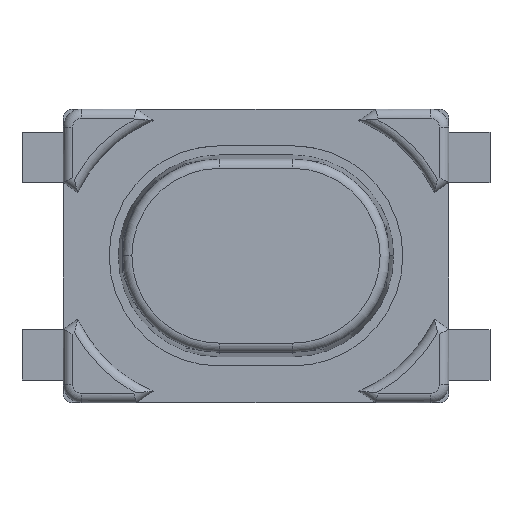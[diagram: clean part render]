
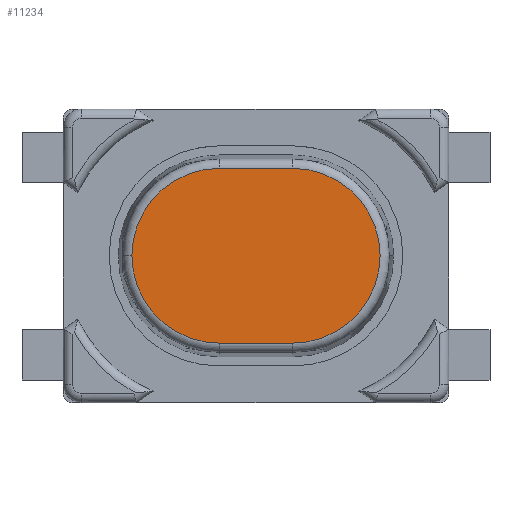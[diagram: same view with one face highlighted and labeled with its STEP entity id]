
A CAD part, top view. The second image highlights one B-rep face of the part: STEP entity #11234.
In plain terms, the highlighted planar face has unit normal (0, 0, 1).
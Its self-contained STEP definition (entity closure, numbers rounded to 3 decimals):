
#1151 = EDGE_CURVE('',#1152,#1154,#1156,.T.);
#1152 = VERTEX_POINT('',#1153);
#1153 = CARTESIAN_POINT('',(-1.353,0.,
    2.51));
#1154 = VERTEX_POINT('',#1155);
#1155 = CARTESIAN_POINT('',(-0.4,-0.953,
    2.51));
#1156 = SURFACE_CURVE('',#1157,(#1162,#1174),.PCURVE_S1.);
#1157 = CIRCLE('',#1158,0.953);
#1158 = AXIS2_PLACEMENT_3D('',#1159,#1160,#1161);
#1159 = CARTESIAN_POINT('',(-0.4,0.,
    2.51));
#1160 = DIRECTION('',(0.,0.,1.));
#1161 = DIRECTION('',(-1.,0.,0.));
#1162 = PCURVE('',#1163,#1168);
#1163 = TOROIDAL_SURFACE('',#1164,0.953,0.1);
#1164 = AXIS2_PLACEMENT_3D('',#1165,#1166,#1167);
#1165 = CARTESIAN_POINT('',(-0.4,0.,
    2.41));
#1166 = DIRECTION('',(0.,0.,-1.));
#1167 = DIRECTION('',(-1.,0.,0.));
#1168 = DEFINITIONAL_REPRESENTATION('',(#1169),#1173);
#1169 = LINE('',#1170,#1171);
#1170 = CARTESIAN_POINT('',(6.283,4.712));
#1171 = VECTOR('',#1172,1.);
#1172 = DIRECTION('',(-1.,0.));
#1173 = ( GEOMETRIC_REPRESENTATION_CONTEXT(2) 
PARAMETRIC_REPRESENTATION_CONTEXT() REPRESENTATION_CONTEXT('2D SPACE',''
  ) );
#1174 = PCURVE('',#1175,#1180);
#1175 = PLANE('',#1176);
#1176 = AXIS2_PLACEMENT_3D('',#1177,#1178,#1179);
#1177 = CARTESIAN_POINT('',(0.,0.,2.51));
#1178 = DIRECTION('',(0.,0.,-1.));
#1179 = DIRECTION('',(-1.,0.,0.));
#1180 = DEFINITIONAL_REPRESENTATION('',(#1181),#1189);
#1181 = ( BOUNDED_CURVE() B_SPLINE_CURVE(2,(#1182,#1183,#1184,#1185,
#1186,#1187,#1188),.UNSPECIFIED.,.T.,.F.) B_SPLINE_CURVE_WITH_KNOTS((1,2
    ,2,2,2,1),(-2.094,0.,2.094,4.189,
6.283,8.378),.UNSPECIFIED.) CURVE() 
GEOMETRIC_REPRESENTATION_ITEM() RATIONAL_B_SPLINE_CURVE((1.,0.5,1.,0.5,
1.,0.5,1.)) REPRESENTATION_ITEM('') );
#1182 = CARTESIAN_POINT('',(1.353,0.));
#1183 = CARTESIAN_POINT('',(1.353,-1.65));
#1184 = CARTESIAN_POINT('',(-0.076,-0.825));
#1185 = CARTESIAN_POINT('',(-1.505,0.));
#1186 = CARTESIAN_POINT('',(-0.076,0.825));
#1187 = CARTESIAN_POINT('',(1.353,1.65));
#1188 = CARTESIAN_POINT('',(1.353,0.));
#1189 = ( GEOMETRIC_REPRESENTATION_CONTEXT(2) 
PARAMETRIC_REPRESENTATION_CONTEXT() REPRESENTATION_CONTEXT('2D SPACE',''
  ) );
#1208 = TOROIDAL_SURFACE('',#1209,0.953,0.1);
#1209 = AXIS2_PLACEMENT_3D('',#1210,#1211,#1212);
#1210 = CARTESIAN_POINT('',(-0.4,0.,
    2.41));
#1211 = DIRECTION('',(0.,0.,-1.));
#1212 = DIRECTION('',(-1.,0.,0.));
#1264 = CYLINDRICAL_SURFACE('',#1265,0.1);
#1265 = AXIS2_PLACEMENT_3D('',#1266,#1267,#1268);
#1266 = CARTESIAN_POINT('',(-0.4,-0.953,
    2.41));
#1267 = DIRECTION('',(1.,0.,0.));
#1268 = DIRECTION('',(0.,0.,-1.));
#1303 = TOROIDAL_SURFACE('',#1304,0.953,0.1);
#1304 = AXIS2_PLACEMENT_3D('',#1305,#1306,#1307);
#1305 = CARTESIAN_POINT('',(0.4,0.,
    2.41));
#1306 = DIRECTION('',(0.,0.,-1.));
#1307 = DIRECTION('',(-1.,0.,0.));
#11095 = CYLINDRICAL_SURFACE('',#11096,0.1);
#11096 = AXIS2_PLACEMENT_3D('',#11097,#11098,#11099);
#11097 = CARTESIAN_POINT('',(-0.4,0.953,
    2.41));
#11098 = DIRECTION('',(-1.,0.,0.));
#11099 = DIRECTION('',(0.,0.,1.));
#11234 = ADVANCED_FACE('',(#11235),#1175,.F.);
#11235 = FACE_BOUND('',#11236,.T.);
#11236 = EDGE_LOOP('',(#11237,#11262,#11288,#11289,#11312));
#11237 = ORIENTED_EDGE('',*,*,#11238,.T.);
#11238 = EDGE_CURVE('',#11239,#11241,#11243,.T.);
#11239 = VERTEX_POINT('',#11240);
#11240 = CARTESIAN_POINT('',(0.4,0.953,2.51
    ));
#11241 = VERTEX_POINT('',#11242);
#11242 = CARTESIAN_POINT('',(-0.4,0.953,
    2.51));
#11243 = SURFACE_CURVE('',#11244,(#11248,#11255),.PCURVE_S1.);
#11244 = LINE('',#11245,#11246);
#11245 = CARTESIAN_POINT('',(0.,0.953,2.51));
#11246 = VECTOR('',#11247,1.);
#11247 = DIRECTION('',(-1.,0.,0.));
#11248 = PCURVE('',#1175,#11249);
#11249 = DEFINITIONAL_REPRESENTATION('',(#11250),#11254);
#11250 = LINE('',#11251,#11252);
#11251 = CARTESIAN_POINT('',(0.,0.953));
#11252 = VECTOR('',#11253,1.);
#11253 = DIRECTION('',(1.,0.));
#11254 = ( GEOMETRIC_REPRESENTATION_CONTEXT(2) 
PARAMETRIC_REPRESENTATION_CONTEXT() REPRESENTATION_CONTEXT('2D SPACE',''
  ) );
#11255 = PCURVE('',#11095,#11256);
#11256 = DEFINITIONAL_REPRESENTATION('',(#11257),#11261);
#11257 = LINE('',#11258,#11259);
#11258 = CARTESIAN_POINT('',(0.,-0.4));
#11259 = VECTOR('',#11260,1.);
#11260 = DIRECTION('',(0.,1.));
#11261 = ( GEOMETRIC_REPRESENTATION_CONTEXT(2) 
PARAMETRIC_REPRESENTATION_CONTEXT() REPRESENTATION_CONTEXT('2D SPACE',''
  ) );
#11262 = ORIENTED_EDGE('',*,*,#11263,.T.);
#11263 = EDGE_CURVE('',#11241,#1152,#11264,.T.);
#11264 = SURFACE_CURVE('',#11265,(#11270,#11281),.PCURVE_S1.);
#11265 = CIRCLE('',#11266,0.953);
#11266 = AXIS2_PLACEMENT_3D('',#11267,#11268,#11269);
#11267 = CARTESIAN_POINT('',(-0.4,0.,
    2.51));
#11268 = DIRECTION('',(0.,0.,1.));
#11269 = DIRECTION('',(-1.,0.,0.));
#11270 = PCURVE('',#1175,#11271);
#11271 = DEFINITIONAL_REPRESENTATION('',(#11272),#11280);
#11272 = ( BOUNDED_CURVE() B_SPLINE_CURVE(2,(#11273,#11274,#11275,#11276
    ,#11277,#11278,#11279),.UNSPECIFIED.,.T.,.F.) 
B_SPLINE_CURVE_WITH_KNOTS((1,2,2,2,2,1),(-2.094,0.,
    2.094,4.189,6.283,8.378),
.UNSPECIFIED.) CURVE() GEOMETRIC_REPRESENTATION_ITEM() 
RATIONAL_B_SPLINE_CURVE((1.,0.5,1.,0.5,1.,0.5,1.)) REPRESENTATION_ITEM(
  '') );
#11273 = CARTESIAN_POINT('',(1.353,0.));
#11274 = CARTESIAN_POINT('',(1.353,-1.65));
#11275 = CARTESIAN_POINT('',(-0.076,-0.825));
#11276 = CARTESIAN_POINT('',(-1.505,0.));
#11277 = CARTESIAN_POINT('',(-0.076,0.825));
#11278 = CARTESIAN_POINT('',(1.353,1.65));
#11279 = CARTESIAN_POINT('',(1.353,0.));
#11280 = ( GEOMETRIC_REPRESENTATION_CONTEXT(2) 
PARAMETRIC_REPRESENTATION_CONTEXT() REPRESENTATION_CONTEXT('2D SPACE',''
  ) );
#11281 = PCURVE('',#1208,#11282);
#11282 = DEFINITIONAL_REPRESENTATION('',(#11283),#11287);
#11283 = LINE('',#11284,#11285);
#11284 = CARTESIAN_POINT('',(6.283,4.712));
#11285 = VECTOR('',#11286,1.);
#11286 = DIRECTION('',(-1.,0.));
#11287 = ( GEOMETRIC_REPRESENTATION_CONTEXT(2) 
PARAMETRIC_REPRESENTATION_CONTEXT() REPRESENTATION_CONTEXT('2D SPACE',''
  ) );
#11288 = ORIENTED_EDGE('',*,*,#1151,.T.);
#11289 = ORIENTED_EDGE('',*,*,#11290,.T.);
#11290 = EDGE_CURVE('',#1154,#11291,#11293,.T.);
#11291 = VERTEX_POINT('',#11292);
#11292 = CARTESIAN_POINT('',(0.4,-0.953,
    2.51));
#11293 = SURFACE_CURVE('',#11294,(#11298,#11305),.PCURVE_S1.);
#11294 = LINE('',#11295,#11296);
#11295 = CARTESIAN_POINT('',(0.,-0.953,2.51));
#11296 = VECTOR('',#11297,1.);
#11297 = DIRECTION('',(1.,0.,0.));
#11298 = PCURVE('',#1175,#11299);
#11299 = DEFINITIONAL_REPRESENTATION('',(#11300),#11304);
#11300 = LINE('',#11301,#11302);
#11301 = CARTESIAN_POINT('',(0.,-0.953));
#11302 = VECTOR('',#11303,1.);
#11303 = DIRECTION('',(-1.,0.));
#11304 = ( GEOMETRIC_REPRESENTATION_CONTEXT(2) 
PARAMETRIC_REPRESENTATION_CONTEXT() REPRESENTATION_CONTEXT('2D SPACE',''
  ) );
#11305 = PCURVE('',#1264,#11306);
#11306 = DEFINITIONAL_REPRESENTATION('',(#11307),#11311);
#11307 = LINE('',#11308,#11309);
#11308 = CARTESIAN_POINT('',(3.142,0.4));
#11309 = VECTOR('',#11310,1.);
#11310 = DIRECTION('',(0.,1.));
#11311 = ( GEOMETRIC_REPRESENTATION_CONTEXT(2) 
PARAMETRIC_REPRESENTATION_CONTEXT() REPRESENTATION_CONTEXT('2D SPACE',''
  ) );
#11312 = ORIENTED_EDGE('',*,*,#11313,.T.);
#11313 = EDGE_CURVE('',#11291,#11239,#11314,.T.);
#11314 = SURFACE_CURVE('',#11315,(#11320,#11331),.PCURVE_S1.);
#11315 = CIRCLE('',#11316,0.953);
#11316 = AXIS2_PLACEMENT_3D('',#11317,#11318,#11319);
#11317 = CARTESIAN_POINT('',(0.4,0.,
    2.51));
#11318 = DIRECTION('',(0.,0.,1.));
#11319 = DIRECTION('',(-1.,0.,0.));
#11320 = PCURVE('',#1175,#11321);
#11321 = DEFINITIONAL_REPRESENTATION('',(#11322),#11330);
#11322 = ( BOUNDED_CURVE() B_SPLINE_CURVE(2,(#11323,#11324,#11325,#11326
    ,#11327,#11328,#11329),.UNSPECIFIED.,.T.,.F.) 
B_SPLINE_CURVE_WITH_KNOTS((1,2,2,2,2,1),(-2.094,0.,
    2.094,4.189,6.283,8.378),
.UNSPECIFIED.) CURVE() GEOMETRIC_REPRESENTATION_ITEM() 
RATIONAL_B_SPLINE_CURVE((1.,0.5,1.,0.5,1.,0.5,1.)) REPRESENTATION_ITEM(
  '') );
#11323 = CARTESIAN_POINT('',(0.553,0.));
#11324 = CARTESIAN_POINT('',(0.553,-1.65));
#11325 = CARTESIAN_POINT('',(-0.876,-0.825));
#11326 = CARTESIAN_POINT('',(-2.305,0.));
#11327 = CARTESIAN_POINT('',(-0.876,0.825));
#11328 = CARTESIAN_POINT('',(0.553,1.65));
#11329 = CARTESIAN_POINT('',(0.553,0.));
#11330 = ( GEOMETRIC_REPRESENTATION_CONTEXT(2) 
PARAMETRIC_REPRESENTATION_CONTEXT() REPRESENTATION_CONTEXT('2D SPACE',''
  ) );
#11331 = PCURVE('',#1303,#11332);
#11332 = DEFINITIONAL_REPRESENTATION('',(#11333),#11337);
#11333 = LINE('',#11334,#11335);
#11334 = CARTESIAN_POINT('',(6.283,4.712));
#11335 = VECTOR('',#11336,1.);
#11336 = DIRECTION('',(-1.,0.));
#11337 = ( GEOMETRIC_REPRESENTATION_CONTEXT(2) 
PARAMETRIC_REPRESENTATION_CONTEXT() REPRESENTATION_CONTEXT('2D SPACE',''
  ) );
